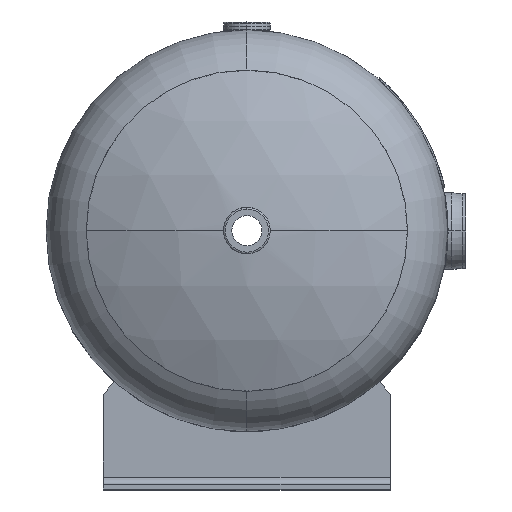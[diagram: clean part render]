
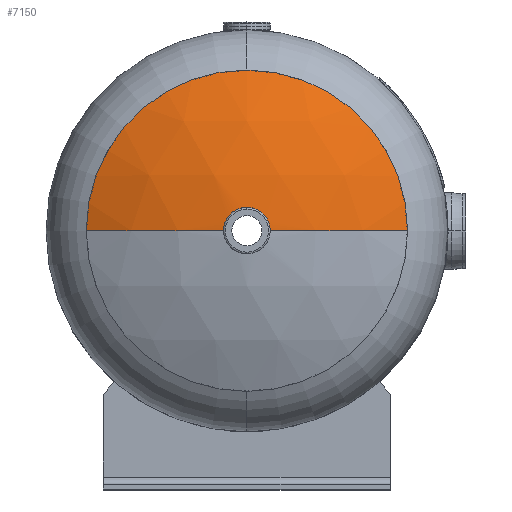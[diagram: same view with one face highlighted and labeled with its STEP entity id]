
A CAD part, top view. The second image highlights one B-rep face of the part: STEP entity #7150.
In plain terms, the highlighted spherical face has radius 320.04 mm.
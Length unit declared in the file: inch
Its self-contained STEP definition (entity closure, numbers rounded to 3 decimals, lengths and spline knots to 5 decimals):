
#416 = CIRCLE ( 'NONE', #7827, 12.6 ) ;
#523 = DIRECTION ( 'NONE',  ( 0., 0., -1. ) ) ;
#684 = AXIS2_PLACEMENT_3D ( 'NONE', #2295, #9270, #12256 ) ;
#994 = AXIS2_PLACEMENT_3D ( 'NONE', #11947, #4792, #5915 ) ;
#1060 = CARTESIAN_POINT ( 'NONE',  ( 0., 2.94581, 0. ) ) ;
#1184 = ORIENTED_EDGE ( 'NONE', *, *, #9678, .F. ) ;
#1463 = CARTESIAN_POINT ( 'NONE',  ( -5.6, 2.94581, 0. ) ) ;
#1655 = EDGE_CURVE ( 'NONE', #2307, #10387, #416, .T. ) ;
#1720 = ORIENTED_EDGE ( 'NONE', *, *, #1655, .F. ) ;
#1834 = AXIS2_PLACEMENT_3D ( 'NONE', #10666, #3379, #523 ) ;
#2172 = AXIS2_PLACEMENT_3D ( 'NONE', #5869, #8844, #11965 ) ;
#2295 = CARTESIAN_POINT ( 'NONE',  ( 0., -8.34135, 0. ) ) ;
#2307 = VERTEX_POINT ( 'NONE', #12170 ) ;
#2347 = EDGE_LOOP ( 'NONE', ( #1720, #12365, #6359, #8023, #1184 ) ) ;
#3328 = CARTESIAN_POINT ( 'NONE',  ( 0., 2.94581, -5.6 ) ) ;
#3379 = DIRECTION ( 'NONE',  ( 0., -1., 0. ) ) ;
#3528 = EDGE_CURVE ( 'NONE', #7041, #2307, #9164, .T. ) ;
#4120 = DIRECTION ( 'NONE',  ( 0., 0., 1. ) ) ;
#4261 = VERTEX_POINT ( 'NONE', #9798 ) ;
#4725 = FACE_OUTER_BOUND ( 'NONE', #2347, .T. ) ;
#4792 = DIRECTION ( 'NONE',  ( 0., 0., 1. ) ) ;
#5056 = CARTESIAN_POINT ( 'NONE',  ( 0., -8.34135, 0. ) ) ;
#5119 = DIRECTION ( 'NONE',  ( 1., 0., 0. ) ) ;
#5360 = VERTEX_POINT ( 'NONE', #3328 ) ;
#5869 = CARTESIAN_POINT ( 'NONE',  ( 0., 4.23814, 0. ) ) ;
#5915 = DIRECTION ( 'NONE',  ( 1., 0., 0. ) ) ;
#6105 = DIRECTION ( 'NONE',  ( 0., -1., 0. ) ) ;
#6359 = ORIENTED_EDGE ( 'NONE', *, *, #12391, .T. ) ;
#6903 = DIRECTION ( 'NONE',  ( 0., 0., -1. ) ) ;
#7041 = VERTEX_POINT ( 'NONE', #9498 ) ;
#7150 = ADVANCED_FACE ( 'NONE', ( #4725 ), #8894, .T. ) ;
#7827 = AXIS2_PLACEMENT_3D ( 'NONE', #5056, #4120, #5119 ) ;
#7978 = CIRCLE ( 'NONE', #1834, 5.6 ) ;
#8023 = ORIENTED_EDGE ( 'NONE', *, *, #10950, .F. ) ;
#8844 = DIRECTION ( 'NONE',  ( 0., 1., 0. ) ) ;
#8894 = SPHERICAL_SURFACE ( 'NONE', #994, 12.6 ) ;
#9164 = CIRCLE ( 'NONE', #2172, 0.71875 ) ;
#9270 = DIRECTION ( 'NONE',  ( 0., 0., -1. ) ) ;
#9498 = CARTESIAN_POINT ( 'NONE',  ( 0.71875, 4.23814, 0. ) ) ;
#9678 = EDGE_CURVE ( 'NONE', #10387, #5360, #11689, .T. ) ;
#9798 = CARTESIAN_POINT ( 'NONE',  ( 5.6, 2.94581, 0. ) ) ;
#10387 = VERTEX_POINT ( 'NONE', #1463 ) ;
#10424 = CIRCLE ( 'NONE', #684, 12.6 ) ;
#10666 = CARTESIAN_POINT ( 'NONE',  ( 0., 2.94581, 0. ) ) ;
#10950 = EDGE_CURVE ( 'NONE', #5360, #4261, #7978, .T. ) ;
#11689 = CIRCLE ( 'NONE', #11891, 5.6 ) ;
#11891 = AXIS2_PLACEMENT_3D ( 'NONE', #1060, #6105, #6903 ) ;
#11947 = CARTESIAN_POINT ( 'NONE',  ( 0., -8.34135, 0. ) ) ;
#11965 = DIRECTION ( 'NONE',  ( 0., 0., -1. ) ) ;
#12170 = CARTESIAN_POINT ( 'NONE',  ( -0.71875, 4.23814, 0. ) ) ;
#12256 = DIRECTION ( 'NONE',  ( -1., 0., 0. ) ) ;
#12365 = ORIENTED_EDGE ( 'NONE', *, *, #3528, .F. ) ;
#12391 = EDGE_CURVE ( 'NONE', #7041, #4261, #10424, .T. ) ;
